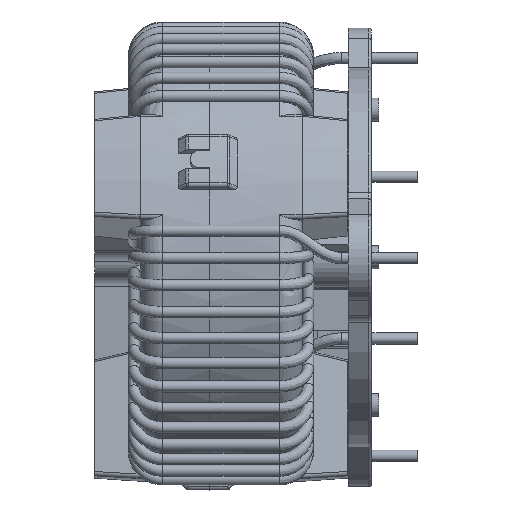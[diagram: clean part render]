
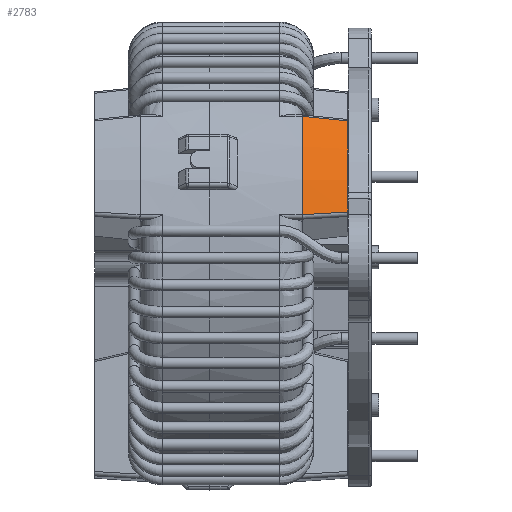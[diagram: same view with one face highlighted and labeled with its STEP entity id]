
A CAD part, left-side view. The second image highlights one B-rep face of the part: STEP entity #2783.
In plain terms, the highlighted conical face has half-angle 4 degrees and reference radius 29.34 mm.
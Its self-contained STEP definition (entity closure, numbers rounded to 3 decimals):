
#2783 = ADVANCED_FACE( '', ( #5853 ), #5854, .T. );
#5853 = FACE_OUTER_BOUND( '', #15809, .T. );
#5854 = CONICAL_SURFACE( '', #15810, 29.34, 0.07 );
#15809 = EDGE_LOOP( '', ( #25068, #25069, #25070, #25071 ) );
#15810 = AXIS2_PLACEMENT_3D( '', #25072, #25073, #25074 );
#25068 = ORIENTED_EDGE( '', *, *, #30035, .T. );
#25069 = ORIENTED_EDGE( '', *, *, #29423, .F. );
#25070 = ORIENTED_EDGE( '', *, *, #28844, .F. );
#25071 = ORIENTED_EDGE( '', *, *, #29728, .F. );
#25072 = CARTESIAN_POINT( '', ( 0., -3., 0. ) );
#25073 = DIRECTION( '', ( 0., 1., 0. ) );
#25074 = DIRECTION( '', ( 1., 0., 0. ) );
#28844 = EDGE_CURVE( '', #30500, #33650, #33651, .T. );
#29423 = EDGE_CURVE( '', #33650, #34447, #34448, .T. );
#29728 = EDGE_CURVE( '', #34831, #30500, #34832, .T. );
#30035 = EDGE_CURVE( '', #34831, #34447, #35195, .T. );
#30500 = VERTEX_POINT( '', #35760 );
#33650 = VERTEX_POINT( '', #40761 );
#33651 = CIRCLE( '', #40762, 29.55 );
#34447 = VERTEX_POINT( '', #42131 );
#34448 = B_SPLINE_CURVE_WITH_KNOTS( '', 3, ( #42132, #42133, #42134, #42135, #42136, #42137, #42138 ), .UNSPECIFIED., .F., .F., ( 4, 1, 1, 1, 4 ), ( 0., 0.246, 0.5, 0.75, 1. ), .UNSPECIFIED. );
#34831 = VERTEX_POINT( '', #42712 );
#34832 = B_SPLINE_CURVE_WITH_KNOTS( '', 3, ( #42713, #42714, #42715, #42716, #42717, #42718, #42719 ), .UNSPECIFIED., .F., .F., ( 4, 1, 1, 1, 4 ), ( 0., 0.25, 0.5, 0.754, 1. ), .UNSPECIFIED. );
#35195 = CIRCLE( '', #43232, 29.13 );
#35760 = CARTESIAN_POINT( '', ( -20.533, 0., 21.251 ) );
#40761 = CARTESIAN_POINT( '', ( -8.138, 0., 28.407 ) );
#40762 = AXIS2_PLACEMENT_3D( '', #46192, #46193, #46194 );
#42131 = CARTESIAN_POINT( '', ( -8.438, -6., 27.882 ) );
#42132 = CARTESIAN_POINT( '', ( -8.138, 0., 28.408 ) );
#42133 = CARTESIAN_POINT( '', ( -8.163, -0.491, 28.364 ) );
#42134 = CARTESIAN_POINT( '', ( -8.214, -1.49, 28.277 ) );
#42135 = CARTESIAN_POINT( '', ( -8.287, -2.99, 28.146 ) );
#42136 = CARTESIAN_POINT( '', ( -8.362, -4.499, 28.014 ) );
#42137 = CARTESIAN_POINT( '', ( -8.413, -5.5, 27.926 ) );
#42138 = CARTESIAN_POINT( '', ( -8.438, -6., 27.882 ) );
#42712 = CARTESIAN_POINT( '', ( -19.927, -6., 21.249 ) );
#42713 = CARTESIAN_POINT( '', ( -19.927, -6., 21.249 ) );
#42714 = CARTESIAN_POINT( '', ( -19.978, -5.5, 21.248 ) );
#42715 = CARTESIAN_POINT( '', ( -20.08, -4.499, 21.248 ) );
#42716 = CARTESIAN_POINT( '', ( -20.231, -2.99, 21.25 ) );
#42717 = CARTESIAN_POINT( '', ( -20.381, -1.49, 21.252 ) );
#42718 = CARTESIAN_POINT( '', ( -20.483, -0.491, 21.251 ) );
#42719 = CARTESIAN_POINT( '', ( -20.533, 0., 21.251 ) );
#43232 = AXIS2_PLACEMENT_3D( '', #47496, #47497, #47498 );
#46192 = CARTESIAN_POINT( '', ( 0., 0., 0. ) );
#46193 = DIRECTION( '', ( 0., 1., 0. ) );
#46194 = DIRECTION( '', ( -0.695, 0., 0.719 ) );
#47496 = CARTESIAN_POINT( '', ( 0., -6., 0. ) );
#47497 = DIRECTION( '', ( 0., 1., 0. ) );
#47498 = DIRECTION( '', ( -0.684, 0., 0.729 ) );
